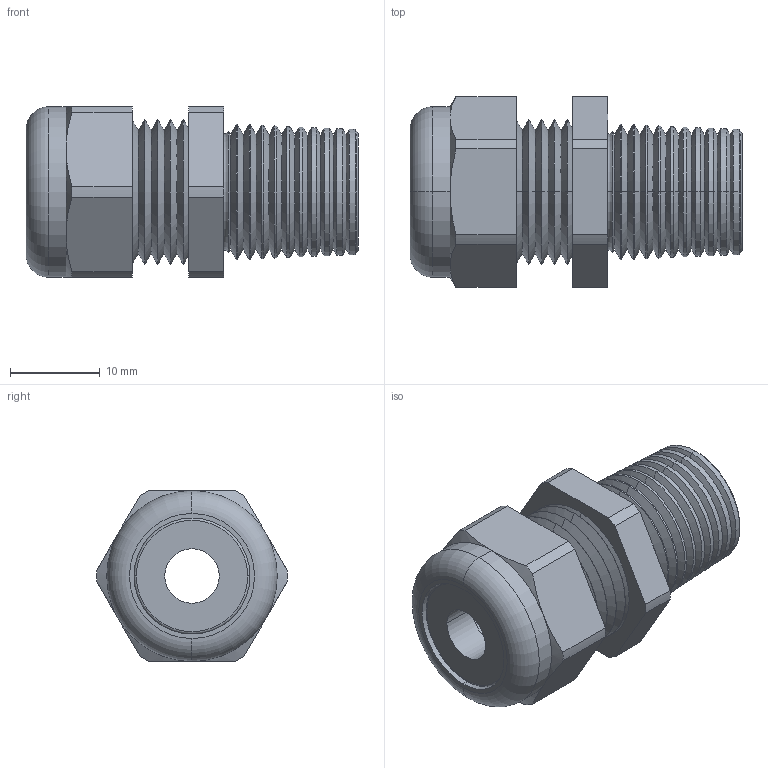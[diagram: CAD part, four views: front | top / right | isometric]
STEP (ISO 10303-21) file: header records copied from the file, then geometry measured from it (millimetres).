
FILE_DESCRIPTION (( 'STEP AP203' ), '1' );
FILE_NAME ('CD09NR-GY.STEP', '2010-10-30T18:56:54', ( 'Owner' ), ( '' ), 'SwSTEP 2.0', 'SolidWorks 2009', '' );
FILE_SCHEMA (( 'CONFIG_CONTROL_DESIGN' ));
Length unit declared in the file: inch
Products named in the file (1): CD09NR-GY
Bounding box: 37.08 x 21.33 x 19.05 mm (x, y, z)
Volume: 6673.4 mm3; surface area: 4851.4 mm2
Topology: 2 solids, 2 shells, 152 faces, 324 edges, 180 vertices
Faces by surface type: cone 92, cylinder 32, plane 20, torus 8
Entity records: 4161 total; most frequent: DIRECTION 782, CARTESIAN_POINT 729, ORIENTED_EDGE 648, EDGE_CURVE 324, AXIS2_PLACEMENT_3D 317, VERTEX_POINT 180, CIRCLE 164, EDGE_LOOP 160
